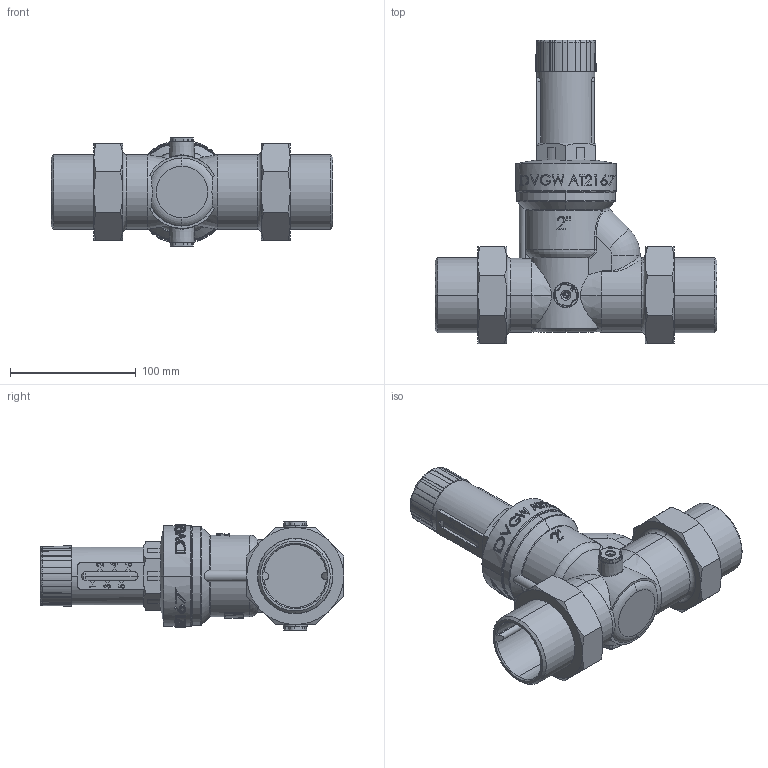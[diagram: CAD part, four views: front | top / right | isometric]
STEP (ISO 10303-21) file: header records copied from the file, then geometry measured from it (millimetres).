
FILE_DESCRIPTION (( 'STEP AP203' ), '1' );
FILE_NAME ('0502550.STEP', '2024-09-24T14:05:39', ( 'Admin' ), ( '' ), 'SwSTEP 2.0', 'SolidWorks 2021', '' );
FILE_SCHEMA (( 'CONFIG_CONTROL_DESIGN' ));
Length unit declared in the file: millimetre
Products named in the file (1): 0502550
Bounding box: 224 x 241.06 x 87.4 mm (x, y, z)
Volume: 1072892.5 mm3; surface area: 120126.9 mm2
Topology: 1 solids, 10 shells, 1167 faces, 3014 edges, 1936 vertices
Faces by surface type: plane 596, bspline 192, cylinder 188, cone 111, torus 78, sphere 2
Entity records: 47731 total; most frequent: CARTESIAN_POINT 21032, ORIENTED_EDGE 6020, DIRECTION 4824, EDGE_CURVE 3010, VERTEX_POINT 1936, AXIS2_PLACEMENT_3D 1663, LINE 1498, VECTOR 1498
